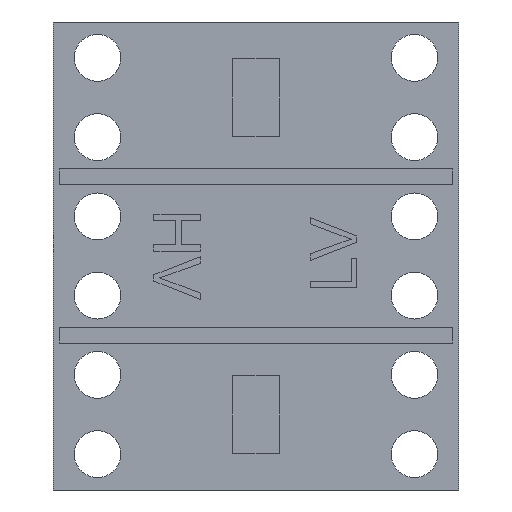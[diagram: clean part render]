
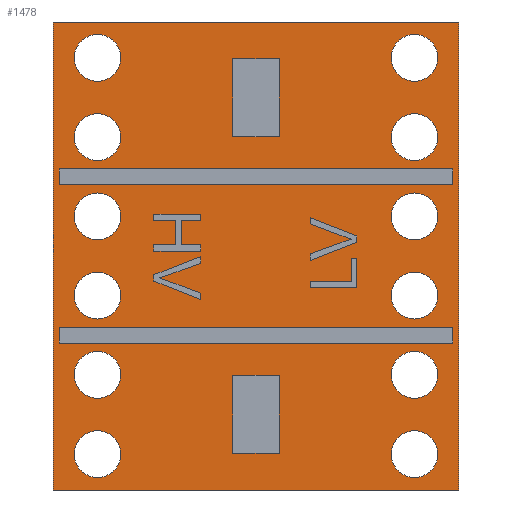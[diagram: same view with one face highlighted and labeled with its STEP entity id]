
A CAD part, front view. The second image highlights one B-rep face of the part: STEP entity #1478.
In plain terms, the highlighted planar face has unit normal (0, -1, 0).
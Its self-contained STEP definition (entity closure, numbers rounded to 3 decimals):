
#55=FACE_BOUND('',#253,.T.);
#56=FACE_BOUND('',#254,.T.);
#57=FACE_BOUND('',#255,.T.);
#58=FACE_BOUND('',#256,.T.);
#59=FACE_BOUND('',#257,.T.);
#60=FACE_BOUND('',#258,.T.);
#61=FACE_BOUND('',#259,.T.);
#62=FACE_BOUND('',#260,.T.);
#63=FACE_BOUND('',#261,.T.);
#64=FACE_BOUND('',#262,.T.);
#65=FACE_BOUND('',#263,.T.);
#66=FACE_BOUND('',#264,.T.);
#72=PLANE('',#1610);
#154=FACE_OUTER_BOUND('',#252,.T.);
#252=EDGE_LOOP('',(#1121,#1122,#1123,#1124));
#253=EDGE_LOOP('',(#1125));
#254=EDGE_LOOP('',(#1126));
#255=EDGE_LOOP('',(#1127));
#256=EDGE_LOOP('',(#1128));
#257=EDGE_LOOP('',(#1129));
#258=EDGE_LOOP('',(#1130));
#259=EDGE_LOOP('',(#1131));
#260=EDGE_LOOP('',(#1132));
#261=EDGE_LOOP('',(#1133));
#262=EDGE_LOOP('',(#1134));
#263=EDGE_LOOP('',(#1135));
#264=EDGE_LOOP('',(#1136));
#345=LINE('',#2137,#517);
#349=LINE('',#2145,#521);
#352=LINE('',#2151,#524);
#355=LINE('',#2156,#527);
#517=VECTOR('',#1763,10.);
#521=VECTOR('',#1769,10.);
#524=VECTOR('',#1774,10.);
#527=VECTOR('',#1779,10.);
#678=CIRCLE('',#1571,0.75);
#680=CIRCLE('',#1574,0.75);
#682=CIRCLE('',#1577,0.75);
#684=CIRCLE('',#1580,0.75);
#686=CIRCLE('',#1583,0.75);
#688=CIRCLE('',#1586,0.75);
#690=CIRCLE('',#1589,0.75);
#692=CIRCLE('',#1592,0.75);
#694=CIRCLE('',#1595,0.75);
#696=CIRCLE('',#1598,0.75);
#698=CIRCLE('',#1601,0.75);
#700=CIRCLE('',#1604,0.75);
#702=VERTEX_POINT('',#2065);
#704=VERTEX_POINT('',#2071);
#706=VERTEX_POINT('',#2077);
#708=VERTEX_POINT('',#2083);
#710=VERTEX_POINT('',#2089);
#712=VERTEX_POINT('',#2095);
#714=VERTEX_POINT('',#2101);
#716=VERTEX_POINT('',#2107);
#718=VERTEX_POINT('',#2113);
#720=VERTEX_POINT('',#2119);
#722=VERTEX_POINT('',#2125);
#724=VERTEX_POINT('',#2131);
#725=VERTEX_POINT('',#2135);
#726=VERTEX_POINT('',#2136);
#729=VERTEX_POINT('',#2144);
#731=VERTEX_POINT('',#2150);
#839=EDGE_CURVE('',#702,#702,#678,.T.);
#842=EDGE_CURVE('',#704,#704,#680,.T.);
#845=EDGE_CURVE('',#706,#706,#682,.T.);
#848=EDGE_CURVE('',#708,#708,#684,.T.);
#851=EDGE_CURVE('',#710,#710,#686,.T.);
#854=EDGE_CURVE('',#712,#712,#688,.T.);
#857=EDGE_CURVE('',#714,#714,#690,.T.);
#860=EDGE_CURVE('',#716,#716,#692,.T.);
#863=EDGE_CURVE('',#718,#718,#694,.T.);
#866=EDGE_CURVE('',#720,#720,#696,.T.);
#869=EDGE_CURVE('',#722,#722,#698,.T.);
#872=EDGE_CURVE('',#724,#724,#700,.T.);
#873=EDGE_CURVE('',#725,#726,#345,.T.);
#877=EDGE_CURVE('',#726,#729,#349,.T.);
#880=EDGE_CURVE('',#729,#731,#352,.T.);
#883=EDGE_CURVE('',#731,#725,#355,.T.);
#1121=ORIENTED_EDGE('',*,*,#883,.T.);
#1122=ORIENTED_EDGE('',*,*,#873,.T.);
#1123=ORIENTED_EDGE('',*,*,#877,.T.);
#1124=ORIENTED_EDGE('',*,*,#880,.T.);
#1125=ORIENTED_EDGE('',*,*,#872,.F.);
#1126=ORIENTED_EDGE('',*,*,#869,.F.);
#1127=ORIENTED_EDGE('',*,*,#866,.F.);
#1128=ORIENTED_EDGE('',*,*,#863,.F.);
#1129=ORIENTED_EDGE('',*,*,#860,.F.);
#1130=ORIENTED_EDGE('',*,*,#857,.F.);
#1131=ORIENTED_EDGE('',*,*,#854,.F.);
#1132=ORIENTED_EDGE('',*,*,#851,.F.);
#1133=ORIENTED_EDGE('',*,*,#848,.F.);
#1134=ORIENTED_EDGE('',*,*,#845,.F.);
#1135=ORIENTED_EDGE('',*,*,#842,.F.);
#1136=ORIENTED_EDGE('',*,*,#839,.F.);
#1478=ADVANCED_FACE('',(#154,#55,#56,#57,#58,#59,#60,#61,#62,#63,#64,#65,
#66),#72,.F.);
#1571=AXIS2_PLACEMENT_3D('',#2067,#1682,#1683);
#1574=AXIS2_PLACEMENT_3D('',#2073,#1689,#1690);
#1577=AXIS2_PLACEMENT_3D('',#2079,#1696,#1697);
#1580=AXIS2_PLACEMENT_3D('',#2085,#1703,#1704);
#1583=AXIS2_PLACEMENT_3D('',#2091,#1710,#1711);
#1586=AXIS2_PLACEMENT_3D('',#2097,#1717,#1718);
#1589=AXIS2_PLACEMENT_3D('',#2103,#1724,#1725);
#1592=AXIS2_PLACEMENT_3D('',#2109,#1731,#1732);
#1595=AXIS2_PLACEMENT_3D('',#2115,#1738,#1739);
#1598=AXIS2_PLACEMENT_3D('',#2121,#1745,#1746);
#1601=AXIS2_PLACEMENT_3D('',#2127,#1752,#1753);
#1604=AXIS2_PLACEMENT_3D('',#2133,#1759,#1760);
#1610=AXIS2_PLACEMENT_3D('',#2159,#1783,#1784);
#1682=DIRECTION('center_axis',(0.,-1.,0.));
#1683=DIRECTION('ref_axis',(1.,0.,0.));
#1689=DIRECTION('center_axis',(0.,-1.,0.));
#1690=DIRECTION('ref_axis',(1.,0.,0.));
#1696=DIRECTION('center_axis',(0.,-1.,0.));
#1697=DIRECTION('ref_axis',(1.,0.,0.));
#1703=DIRECTION('center_axis',(0.,-1.,0.));
#1704=DIRECTION('ref_axis',(1.,0.,0.));
#1710=DIRECTION('center_axis',(0.,-1.,0.));
#1711=DIRECTION('ref_axis',(1.,0.,0.));
#1717=DIRECTION('center_axis',(0.,-1.,0.));
#1718=DIRECTION('ref_axis',(1.,0.,0.));
#1724=DIRECTION('center_axis',(0.,-1.,0.));
#1725=DIRECTION('ref_axis',(1.,0.,0.));
#1731=DIRECTION('center_axis',(0.,-1.,0.));
#1732=DIRECTION('ref_axis',(1.,0.,0.));
#1738=DIRECTION('center_axis',(0.,-1.,0.));
#1739=DIRECTION('ref_axis',(1.,0.,0.));
#1745=DIRECTION('center_axis',(0.,-1.,0.));
#1746=DIRECTION('ref_axis',(1.,0.,0.));
#1752=DIRECTION('center_axis',(0.,-1.,0.));
#1753=DIRECTION('ref_axis',(1.,0.,0.));
#1759=DIRECTION('center_axis',(0.,-1.,0.));
#1760=DIRECTION('ref_axis',(1.,0.,0.));
#1763=DIRECTION('',(0.,0.,-1.));
#1769=DIRECTION('',(1.,0.,0.));
#1774=DIRECTION('',(0.,0.,1.));
#1779=DIRECTION('',(-1.,0.,0.));
#1783=DIRECTION('center_axis',(0.,1.,0.));
#1784=DIRECTION('ref_axis',(1.,0.,0.));
#2065=CARTESIAN_POINT('',(-5.83,0.,-6.35));
#2067=CARTESIAN_POINT('Origin',(-5.08,0.,-6.35));
#2071=CARTESIAN_POINT('',(4.33,0.,-6.35));
#2073=CARTESIAN_POINT('Origin',(5.08,0.,-6.35));
#2077=CARTESIAN_POINT('',(-5.83,0.,-3.81));
#2079=CARTESIAN_POINT('Origin',(-5.08,0.,-3.81));
#2083=CARTESIAN_POINT('',(4.33,0.,-3.81));
#2085=CARTESIAN_POINT('Origin',(5.08,0.,-3.81));
#2089=CARTESIAN_POINT('',(-5.83,0.,-1.27));
#2091=CARTESIAN_POINT('Origin',(-5.08,0.,-1.27));
#2095=CARTESIAN_POINT('',(4.33,0.,-1.27));
#2097=CARTESIAN_POINT('Origin',(5.08,0.,-1.27));
#2101=CARTESIAN_POINT('',(-5.83,0.,3.81));
#2103=CARTESIAN_POINT('Origin',(-5.08,0.,3.81));
#2107=CARTESIAN_POINT('',(4.33,0.,1.27));
#2109=CARTESIAN_POINT('Origin',(5.08,0.,1.27));
#2113=CARTESIAN_POINT('',(-5.83,0.,1.27));
#2115=CARTESIAN_POINT('Origin',(-5.08,0.,1.27));
#2119=CARTESIAN_POINT('',(-5.83,0.,6.35));
#2121=CARTESIAN_POINT('Origin',(-5.08,0.,6.35));
#2125=CARTESIAN_POINT('',(4.33,0.,3.81));
#2127=CARTESIAN_POINT('Origin',(5.08,0.,3.81));
#2131=CARTESIAN_POINT('',(4.33,0.,6.35));
#2133=CARTESIAN_POINT('Origin',(5.08,0.,6.35));
#2135=CARTESIAN_POINT('',(-6.5,0.,7.5));
#2136=CARTESIAN_POINT('',(-6.5,0.,-7.5));
#2137=CARTESIAN_POINT('',(-6.5,0.,7.5));
#2144=CARTESIAN_POINT('',(6.5,0.,-7.5));
#2145=CARTESIAN_POINT('',(-6.5,0.,-7.5));
#2150=CARTESIAN_POINT('',(6.5,0.,7.5));
#2151=CARTESIAN_POINT('',(6.5,0.,-7.5));
#2156=CARTESIAN_POINT('',(6.5,0.,7.5));
#2159=CARTESIAN_POINT('Origin',(0.,0.,0.));
